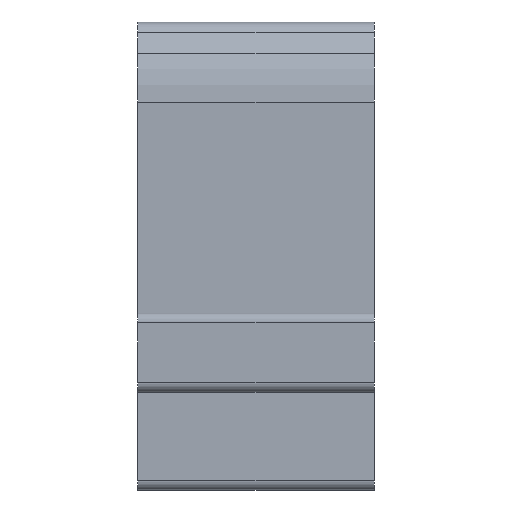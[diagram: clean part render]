
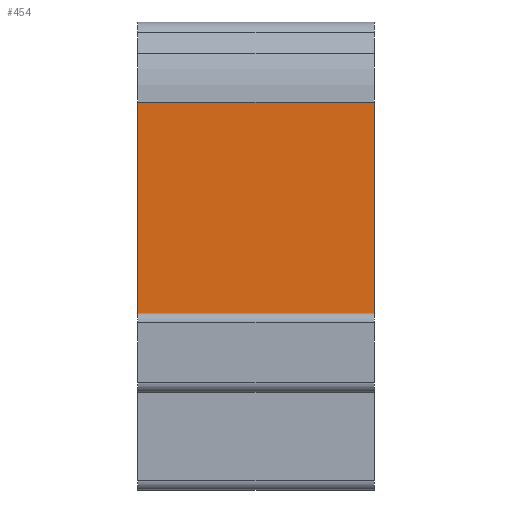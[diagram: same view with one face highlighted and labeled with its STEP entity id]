
A CAD part, front view. The second image highlights one B-rep face of the part: STEP entity #454.
In plain terms, the highlighted planar face has unit normal (0, -1, 0).
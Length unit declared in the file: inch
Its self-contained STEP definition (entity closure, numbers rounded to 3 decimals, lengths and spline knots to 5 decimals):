
#22=PLANE('',#511);
#41=FACE_OUTER_BOUND('',#65,.T.);
#65=EDGE_LOOP('',(#364,#365,#366,#367));
#91=LINE('',#713,#139);
#105=LINE('',#747,#153);
#109=LINE('',#755,#157);
#110=LINE('',#756,#158);
#139=VECTOR('',#568,0.3937);
#153=VECTOR('',#604,0.3937);
#157=VECTOR('',#612,0.3937);
#158=VECTOR('',#613,0.3937);
#214=VERTEX_POINT('',#710);
#215=VERTEX_POINT('',#712);
#224=VERTEX_POINT('',#746);
#226=VERTEX_POINT('',#754);
#259=EDGE_CURVE('',#215,#214,#91,.T.);
#276=EDGE_CURVE('',#224,#215,#105,.T.);
#280=EDGE_CURVE('',#226,#214,#109,.T.);
#281=EDGE_CURVE('',#224,#226,#110,.T.);
#364=ORIENTED_EDGE('',*,*,#276,.T.);
#365=ORIENTED_EDGE('',*,*,#259,.T.);
#366=ORIENTED_EDGE('',*,*,#280,.F.);
#367=ORIENTED_EDGE('',*,*,#281,.F.);
#454=ADVANCED_FACE('',(#41),#22,.T.);
#511=AXIS2_PLACEMENT_3D('',#753,#610,#611);
#568=DIRECTION('',(0.,0.,1.));
#604=DIRECTION('',(1.,0.,0.));
#610=DIRECTION('center_axis',(0.,-1.,0.));
#611=DIRECTION('ref_axis',(1.,0.,0.));
#612=DIRECTION('',(1.,0.,0.));
#613=DIRECTION('',(0.,0.,1.));
#710=CARTESIAN_POINT('',(0.875,0.,3.4177));
#712=CARTESIAN_POINT('',(0.875,0.,2.08));
#713=CARTESIAN_POINT('',(0.875,0.,0.));
#746=CARTESIAN_POINT('',(-0.625,0.,2.08));
#747=CARTESIAN_POINT('',(0.4375,0.,2.08));
#753=CARTESIAN_POINT('Origin',(0.,0.,0.));
#754=CARTESIAN_POINT('',(-0.625,0.,3.4177));
#755=CARTESIAN_POINT('',(0.4375,0.,3.4177));
#756=CARTESIAN_POINT('',(-0.625,0.,2.63017));
